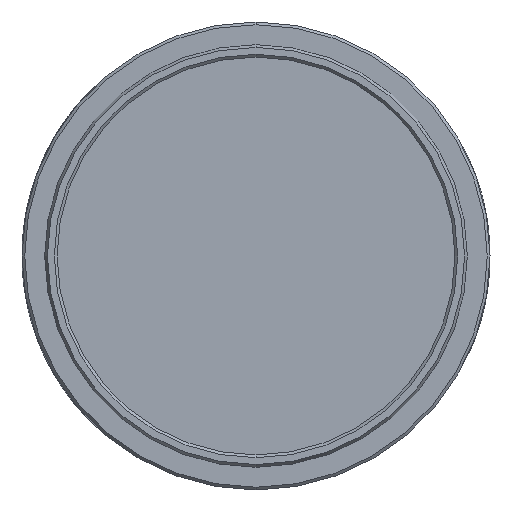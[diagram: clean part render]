
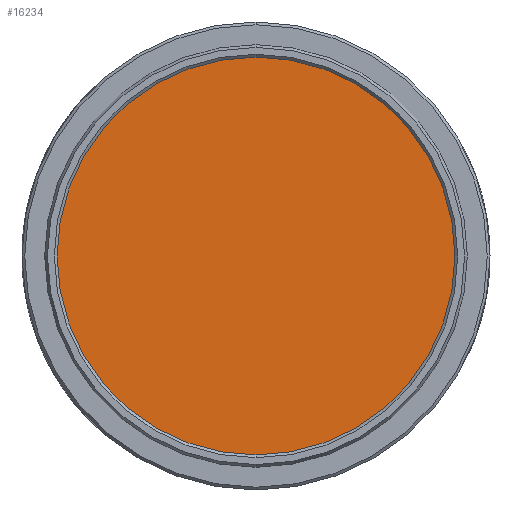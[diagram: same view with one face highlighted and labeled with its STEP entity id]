
A CAD part, left-side view. The second image highlights one B-rep face of the part: STEP entity #16234.
In plain terms, the highlighted planar face has unit normal (-1, 0, 0).
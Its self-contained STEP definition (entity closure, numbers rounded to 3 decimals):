
#1161 = ORIENTED_EDGE ( 'NONE', *, *, #13921, .T. ) ;
#1177 = CARTESIAN_POINT ( 'NONE',  ( 6.145, 14.184, 19.164 ) ) ;
#2724 = EDGE_CURVE ( 'NONE', #6613, #12112, #15921, .T. ) ;
#2866 = CARTESIAN_POINT ( 'NONE',  ( 6.145, 22.521, 36.07 ) ) ;
#3791 = FACE_OUTER_BOUND ( 'NONE', #12531, .T. ) ;
#4110 = AXIS2_PLACEMENT_3D ( 'NONE', #15864, #15808, #10520 ) ;
#4479 = AXIS2_PLACEMENT_3D ( 'NONE', #10455, #17355, #11893 ) ;
#5494 = PLANE ( 'NONE',  #17462 ) ;
#6613 = VERTEX_POINT ( 'NONE', #14598 ) ;
#6702 = DIRECTION ( 'NONE',  ( 0., -0.442, -0.897 ) ) ;
#10455 = CARTESIAN_POINT ( 'NONE',  ( 6.145, 22.521, 36.07 ) ) ;
#10520 = DIRECTION ( 'NONE',  ( 0., -0.442, -0.897 ) ) ;
#11893 = DIRECTION ( 'NONE',  ( 0., -0.442, -0.897 ) ) ;
#12112 = VERTEX_POINT ( 'NONE', #1177 ) ;
#12531 = EDGE_LOOP ( 'NONE', ( #1161, #17754 ) ) ;
#13043 = CIRCLE ( 'NONE', #4110, 18.85 ) ;
#13581 = DIRECTION ( 'NONE',  ( 1., 0., 0. ) ) ;
#13921 = EDGE_CURVE ( 'NONE', #12112, #6613, #13043, .T. ) ;
#14598 = CARTESIAN_POINT ( 'NONE',  ( 6.145, 30.858, 52.976 ) ) ;
#15808 = DIRECTION ( 'NONE',  ( -1., 0., 0. ) ) ;
#15864 = CARTESIAN_POINT ( 'NONE',  ( 6.145, 22.521, 36.07 ) ) ;
#15921 = CIRCLE ( 'NONE', #4479, 18.85 ) ;
#16234 = ADVANCED_FACE ( 'NONE', ( #3791 ), #5494, .F. ) ;
#17355 = DIRECTION ( 'NONE',  ( -1., 0., 0. ) ) ;
#17462 = AXIS2_PLACEMENT_3D ( 'NONE', #2866, #13581, #6702 ) ;
#17754 = ORIENTED_EDGE ( 'NONE', *, *, #2724, .T. ) ;
